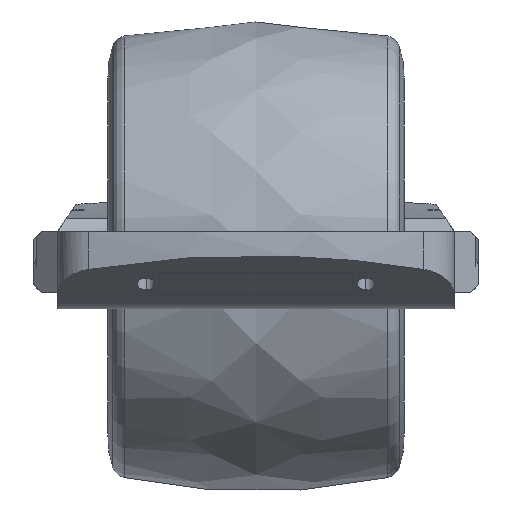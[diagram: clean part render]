
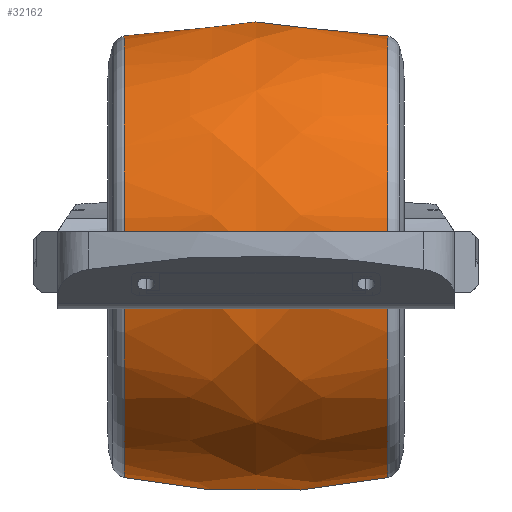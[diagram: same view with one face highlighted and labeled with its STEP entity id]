
A CAD part, front view. The second image highlights one B-rep face of the part: STEP entity #32162.
In plain terms, the highlighted free-form (B-spline) face has degree [2, 2] with [3, 9] control points.
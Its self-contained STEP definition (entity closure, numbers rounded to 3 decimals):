
#241=(
BOUNDED_SURFACE()
B_SPLINE_SURFACE(2,2,((#46494,#46495,#46496,#46497,#46498,#46499,#46500,
#46501,#46502),(#46503,#46504,#46505,#46506,#46507,#46508,#46509,#46510,
#46511),(#46512,#46513,#46514,#46515,#46516,#46517,#46518,#46519,#46520)),
 .UNSPECIFIED.,.F.,.T.,.F.)
B_SPLINE_SURFACE_WITH_KNOTS((3,3),(3,2,2,2,3),(-0.211,0.211),
(-3.142,-1.571,0.,1.571,3.142),
 .UNSPECIFIED.)
GEOMETRIC_REPRESENTATION_ITEM()
RATIONAL_B_SPLINE_SURFACE(((1.,0.707,1.,0.707,1.,
0.707,1.,0.707,1.),(0.978,0.691,
0.978,0.691,0.978,0.691,
0.978,0.691,0.978),(1.,0.707,
1.,0.707,1.,0.707,1.,0.707,1.)))
REPRESENTATION_ITEM('')
SURFACE()
);
#3705=FACE_OUTER_BOUND('',#5572,.T.);
#5572=EDGE_LOOP('',(#23435,#23436,#23437,#23438));
#13004=CIRCLE('',#34586,137.375);
#13005=CIRCLE('',#34587,390.224);
#13006=CIRCLE('',#34588,137.375);
#14062=VERTEX_POINT('',#46491);
#14063=VERTEX_POINT('',#46521);
#17626=EDGE_CURVE('',#14062,#14062,#13004,.T.);
#17627=EDGE_CURVE('',#14062,#14063,#13005,.T.);
#17628=EDGE_CURVE('',#14063,#14063,#13006,.T.);
#23435=ORIENTED_EDGE('',*,*,#17626,.F.);
#23436=ORIENTED_EDGE('',*,*,#17627,.T.);
#23437=ORIENTED_EDGE('',*,*,#17628,.F.);
#23438=ORIENTED_EDGE('',*,*,#17627,.F.);
#32162=ADVANCED_FACE('',(#3705),#241,.F.);
#34586=AXIS2_PLACEMENT_3D('',#46493,#37875,#37876);
#34587=AXIS2_PLACEMENT_3D('',#46522,#37877,#37878);
#34588=AXIS2_PLACEMENT_3D('',#46523,#37879,#37880);
#37875=DIRECTION('center_axis',(0.,1.,0.));
#37876=DIRECTION('ref_axis',(-1.,0.,0.));
#37877=DIRECTION('center_axis',(-1.,0.,0.));
#37878=DIRECTION('ref_axis',(0.,0.,-1.));
#37879=DIRECTION('center_axis',(0.,-1.,0.));
#37880=DIRECTION('ref_axis',(-1.,0.,0.));
#46491=CARTESIAN_POINT('',(0.,203.1,-161.105));
#46493=CARTESIAN_POINT('Origin',(0.,203.1,-23.73));
#46494=CARTESIAN_POINT('Ctrl Pts',(0.,39.453,
-161.105));
#46495=CARTESIAN_POINT('Ctrl Pts',(-137.375,39.453,-161.105));
#46496=CARTESIAN_POINT('Ctrl Pts',(-137.375,39.453,-23.73));
#46497=CARTESIAN_POINT('Ctrl Pts',(-137.375,39.453,113.645));
#46498=CARTESIAN_POINT('Ctrl Pts',(0.,39.453,
113.645));
#46499=CARTESIAN_POINT('Ctrl Pts',(137.375,39.453,113.645));
#46500=CARTESIAN_POINT('Ctrl Pts',(137.375,39.453,-23.73));
#46501=CARTESIAN_POINT('Ctrl Pts',(137.375,39.453,-161.105));
#46502=CARTESIAN_POINT('Ctrl Pts',(0.,39.453,
-161.105));
#46503=CARTESIAN_POINT('Ctrl Pts',(0.,121.277,
-178.652));
#46504=CARTESIAN_POINT('Ctrl Pts',(-154.922,121.277,-178.652));
#46505=CARTESIAN_POINT('Ctrl Pts',(-154.922,121.277,-23.73));
#46506=CARTESIAN_POINT('Ctrl Pts',(-154.922,121.277,131.192));
#46507=CARTESIAN_POINT('Ctrl Pts',(0.,121.277,
131.192));
#46508=CARTESIAN_POINT('Ctrl Pts',(154.922,121.277,131.192));
#46509=CARTESIAN_POINT('Ctrl Pts',(154.922,121.277,-23.73));
#46510=CARTESIAN_POINT('Ctrl Pts',(154.922,121.277,-178.652));
#46511=CARTESIAN_POINT('Ctrl Pts',(0.,121.277,
-178.652));
#46512=CARTESIAN_POINT('Ctrl Pts',(0.,203.1,
-161.105));
#46513=CARTESIAN_POINT('Ctrl Pts',(-137.375,203.1,-161.105));
#46514=CARTESIAN_POINT('Ctrl Pts',(-137.375,203.1,-23.73));
#46515=CARTESIAN_POINT('Ctrl Pts',(-137.375,203.1,113.645));
#46516=CARTESIAN_POINT('Ctrl Pts',(0.,203.1,
113.645));
#46517=CARTESIAN_POINT('Ctrl Pts',(137.375,203.1,113.645));
#46518=CARTESIAN_POINT('Ctrl Pts',(137.375,203.1,-23.73));
#46519=CARTESIAN_POINT('Ctrl Pts',(137.375,203.1,-161.105));
#46520=CARTESIAN_POINT('Ctrl Pts',(0.,203.1,
-161.105));
#46521=CARTESIAN_POINT('',(0.,39.453,-161.105));
#46522=CARTESIAN_POINT('Origin',(0.,121.277,220.444));
#46523=CARTESIAN_POINT('Origin',(0.,39.453,
-23.73));
